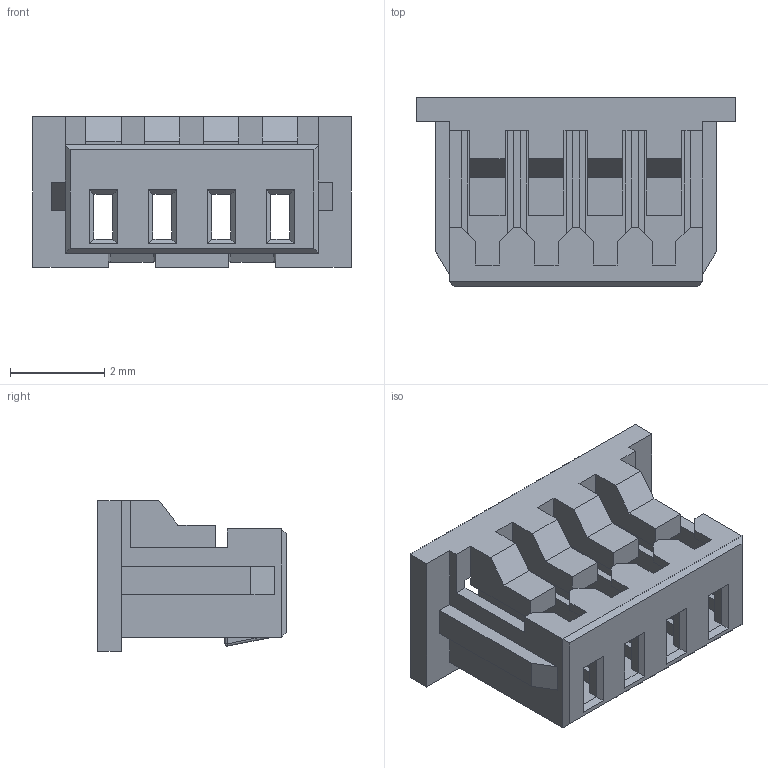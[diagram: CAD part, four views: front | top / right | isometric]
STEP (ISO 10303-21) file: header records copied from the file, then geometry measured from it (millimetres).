
FILE_DESCRIPTION((''),'2;1');
FILE_NAME('FHG12502-S04','2024-01-02T',('工程三'),(''),'PRO/ENGINEER BY PARAMETRIC TECHNOLOGY CORPORATION, 2010280','PRO/ENGINEER BY PARAMETRIC TECHNOLOGY CORPORATION, 2010280','');
FILE_SCHEMA(('CONFIG_CONTROL_DESIGN'));
Length unit declared in the file: millimetre
Products named in the file (1): FHG12502-S04
Bounding box: 6.75 x 4 x 3.2 mm (x, y, z)
Volume: 26.6 mm3; surface area: 197.3 mm2
Topology: 1 solids, 1 shells, 212 faces, 604 edges, 388 vertices
Faces by surface type: plane 198, cylinder 10, sphere 4
Entity records: 6813 total; most frequent: CARTESIAN_POINT 1251, ORIENTED_EDGE 1208, DIRECTION 1036, EDGE_CURVE 604, VECTOR 580, LINE 580, VERTEX_POINT 388, AXIS2_PLACEMENT_3D 228
